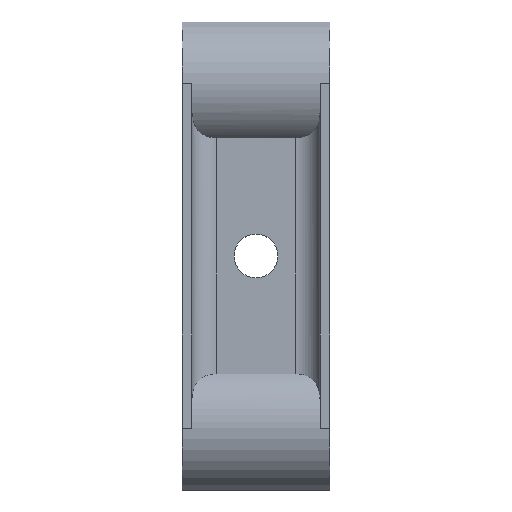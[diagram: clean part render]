
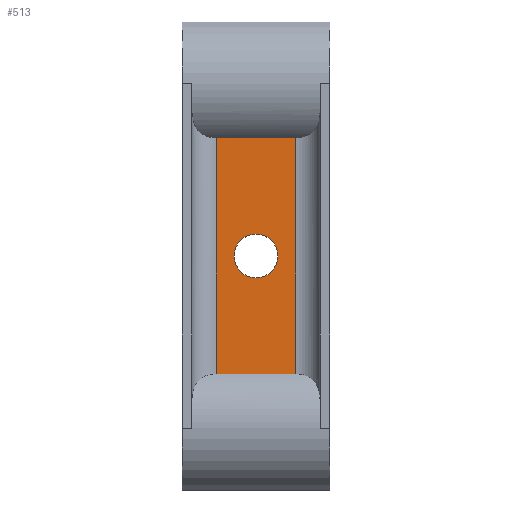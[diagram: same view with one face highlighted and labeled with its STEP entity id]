
A CAD part, top view. The second image highlights one B-rep face of the part: STEP entity #513.
In plain terms, the highlighted planar face has unit normal (0, 0, 1).
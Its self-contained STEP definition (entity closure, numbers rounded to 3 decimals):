
#14 = DIRECTION ( 'NONE',  ( 0., 0., 1. ) ) ;
#16 = ORIENTED_EDGE ( 'NONE', *, *, #979, .T. ) ;
#44 = DIRECTION ( 'NONE',  ( -1., 0., 0. ) ) ;
#85 = EDGE_CURVE ( 'NONE', #901, #1468, #328, .T. ) ;
#150 = PLANE ( 'NONE',  #1318 ) ;
#328 = LINE ( 'NONE', #422, #615 ) ;
#346 = CARTESIAN_POINT ( 'NONE',  ( 0., 0., -14. ) ) ;
#355 = EDGE_CURVE ( 'NONE', #1702, #627, #732, .T. ) ;
#422 = CARTESIAN_POINT ( 'NONE',  ( 9.7, -28.827, -14. ) ) ;
#428 = ORIENTED_EDGE ( 'NONE', *, *, #355, .F. ) ;
#457 = LINE ( 'NONE', #1556, #1338 ) ;
#475 = CARTESIAN_POINT ( 'NONE',  ( 0., -5.35, -14. ) ) ;
#513 = ADVANCED_FACE ( 'NONE', ( #931, #1522 ), #150, .T. ) ;
#547 = VERTEX_POINT ( 'NONE', #727 ) ;
#615 = VECTOR ( 'NONE', #1545, 1000. ) ;
#627 = VERTEX_POINT ( 'NONE', #1485 ) ;
#664 = DIRECTION ( 'NONE',  ( 1., 0., 0. ) ) ;
#668 = LINE ( 'NONE', #711, #1752 ) ;
#679 = EDGE_CURVE ( 'NONE', #627, #1702, #1159, .T. ) ;
#710 = DIRECTION ( 'NONE',  ( 0., 0., 1. ) ) ;
#711 = CARTESIAN_POINT ( 'NONE',  ( -9.7, -28.827, -14. ) ) ;
#727 = CARTESIAN_POINT ( 'NONE',  ( -9.7, -28.827, -14. ) ) ;
#732 = CIRCLE ( 'NONE', #1727, 5.35 ) ;
#753 = ORIENTED_EDGE ( 'NONE', *, *, #790, .F. ) ;
#779 = EDGE_LOOP ( 'NONE', ( #863, #428 ) ) ;
#790 = EDGE_CURVE ( 'NONE', #547, #1078, #668, .T. ) ;
#815 = EDGE_LOOP ( 'NONE', ( #1171, #753, #16, #1088 ) ) ;
#863 = ORIENTED_EDGE ( 'NONE', *, *, #679, .F. ) ;
#901 = VERTEX_POINT ( 'NONE', #1118 ) ;
#931 = FACE_BOUND ( 'NONE', #779, .T. ) ;
#945 = CARTESIAN_POINT ( 'NONE',  ( -9.7, -28.827, -14. ) ) ;
#959 = DIRECTION ( 'NONE',  ( 0., 1., 0. ) ) ;
#979 = EDGE_CURVE ( 'NONE', #547, #901, #1069, .T. ) ;
#1036 = DIRECTION ( 'NONE',  ( 0., -1., 0. ) ) ;
#1069 = LINE ( 'NONE', #945, #1661 ) ;
#1078 = VERTEX_POINT ( 'NONE', #1633 ) ;
#1080 = DIRECTION ( 'NONE',  ( 1., 0., 0. ) ) ;
#1088 = ORIENTED_EDGE ( 'NONE', *, *, #85, .T. ) ;
#1118 = CARTESIAN_POINT ( 'NONE',  ( 9.7, -28.827, -14. ) ) ;
#1159 = CIRCLE ( 'NONE', #1238, 5.35 ) ;
#1171 = ORIENTED_EDGE ( 'NONE', *, *, #1308, .T. ) ;
#1217 = DIRECTION ( 'NONE',  ( 0., 1., 0. ) ) ;
#1238 = AXIS2_PLACEMENT_3D ( 'NONE', #1386, #710, #959 ) ;
#1308 = EDGE_CURVE ( 'NONE', #1468, #1078, #457, .T. ) ;
#1318 = AXIS2_PLACEMENT_3D ( 'NONE', #1381, #14, #1080 ) ;
#1338 = VECTOR ( 'NONE', #44, 1000. ) ;
#1381 = CARTESIAN_POINT ( 'NONE',  ( -15.7, -50., -14. ) ) ;
#1386 = CARTESIAN_POINT ( 'NONE',  ( 0., 0., -14. ) ) ;
#1468 = VERTEX_POINT ( 'NONE', #1730 ) ;
#1485 = CARTESIAN_POINT ( 'NONE',  ( 0., 5.35, -14. ) ) ;
#1522 = FACE_OUTER_BOUND ( 'NONE', #815, .T. ) ;
#1545 = DIRECTION ( 'NONE',  ( 0., 1., 0. ) ) ;
#1556 = CARTESIAN_POINT ( 'NONE',  ( 9.7, 28.827, -14. ) ) ;
#1633 = CARTESIAN_POINT ( 'NONE',  ( -9.7, 28.827, -14. ) ) ;
#1661 = VECTOR ( 'NONE', #664, 1000. ) ;
#1702 = VERTEX_POINT ( 'NONE', #475 ) ;
#1727 = AXIS2_PLACEMENT_3D ( 'NONE', #346, #1731, #1036 ) ;
#1730 = CARTESIAN_POINT ( 'NONE',  ( 9.7, 28.827, -14. ) ) ;
#1731 = DIRECTION ( 'NONE',  ( 0., 0., 1. ) ) ;
#1752 = VECTOR ( 'NONE', #1217, 1000. ) ;
